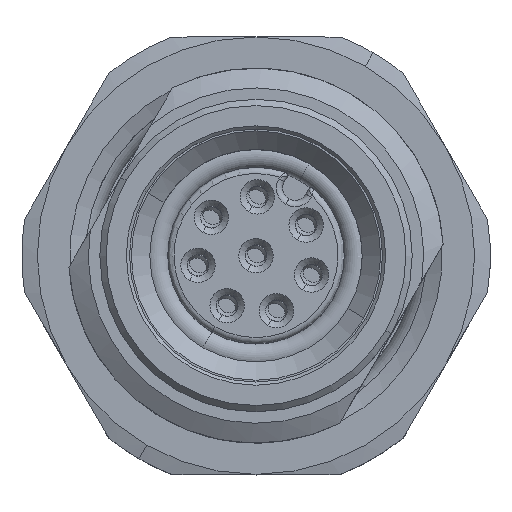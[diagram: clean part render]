
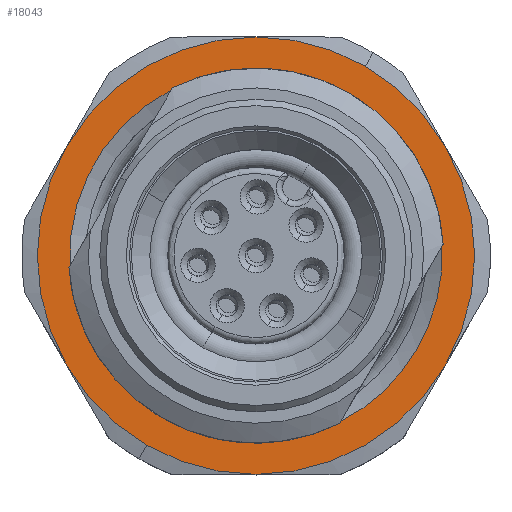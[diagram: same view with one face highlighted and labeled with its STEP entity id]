
A CAD part, top view. The second image highlights one B-rep face of the part: STEP entity #18043.
In plain terms, the highlighted planar face has unit normal (0, 0, 1).
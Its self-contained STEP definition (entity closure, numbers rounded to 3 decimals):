
#17904=AXIS2_PLACEMENT_3D('Circle Axis2P3D',#17902,#17903,$) ;
#17917=AXIS2_PLACEMENT_3D('Plane Axis2P3D',#17914,#17915,#17916) ;
#17921=AXIS2_PLACEMENT_3D('Circle Axis2P3D',#17919,#17920,$) ;
#17930=AXIS2_PLACEMENT_3D('Circle Axis2P3D',#17928,#17929,$) ;
#17937=AXIS2_PLACEMENT_3D('Circle Axis2P3D',#17935,#17936,$) ;
#17944=AXIS2_PLACEMENT_3D('Circle Axis2P3D',#17942,#17943,$) ;
#17951=AXIS2_PLACEMENT_3D('Circle Axis2P3D',#17949,#17950,$) ;
#17958=AXIS2_PLACEMENT_3D('Circle Axis2P3D',#17956,#17957,$) ;
#17965=AXIS2_PLACEMENT_3D('Circle Axis2P3D',#17963,#17964,$) ;
#17972=AXIS2_PLACEMENT_3D('Circle Axis2P3D',#17970,#17971,$) ;
#17239=CARTESIAN_POINT('Vertex',(1.549,6.693,20.)) ;
#17242=CARTESIAN_POINT('Line Origine',(1.53,6.66,20.)) ;
#17246=CARTESIAN_POINT('Vertex',(1.512,6.628,20.)) ;
#17278=CARTESIAN_POINT('Vertex',(4.828,12.372,20.)) ;
#17281=CARTESIAN_POINT('Line Origine',(4.809,12.34,20.)) ;
#17285=CARTESIAN_POINT('Vertex',(4.79,12.307,20.)) ;
#17474=CARTESIAN_POINT('Vertex',(13.451,7.307,20.)) ;
#17477=CARTESIAN_POINT('Line Origine',(13.47,7.34,20.)) ;
#17481=CARTESIAN_POINT('Vertex',(13.488,7.372,20.)) ;
#17503=CARTESIAN_POINT('Vertex',(10.172,1.628,20.)) ;
#17506=CARTESIAN_POINT('Line Origine',(10.191,1.66,20.)) ;
#17510=CARTESIAN_POINT('Vertex',(10.21,1.693,20.)) ;
#17902=CARTESIAN_POINT('Axis2P3D Location',(7.5,7.,20.)) ;
#17914=CARTESIAN_POINT('Axis2P3D Location',(7.5,7.,20.)) ;
#17919=CARTESIAN_POINT('Axis2P3D Location',(7.5,7.,20.)) ;
#17923=CARTESIAN_POINT('Vertex',(7.5,0.,20.)) ;
#17925=CARTESIAN_POINT('Vertex',(13.562,3.5,20.)) ;
#17928=CARTESIAN_POINT('Axis2P3D Location',(7.5,7.,20.)) ;
#17932=CARTESIAN_POINT('Vertex',(13.562,10.5,20.)) ;
#17935=CARTESIAN_POINT('Axis2P3D Location',(7.5,7.,20.)) ;
#17939=CARTESIAN_POINT('Vertex',(11.,13.062,20.)) ;
#17942=CARTESIAN_POINT('Axis2P3D Location',(7.5,7.,20.)) ;
#17946=CARTESIAN_POINT('Vertex',(7.5,14.,20.)) ;
#17949=CARTESIAN_POINT('Axis2P3D Location',(7.5,7.,20.)) ;
#17953=CARTESIAN_POINT('Vertex',(1.438,10.5,20.)) ;
#17956=CARTESIAN_POINT('Axis2P3D Location',(7.5,7.,20.)) ;
#17960=CARTESIAN_POINT('Vertex',(1.438,3.5,20.)) ;
#17963=CARTESIAN_POINT('Axis2P3D Location',(7.5,7.,20.)) ;
#17967=CARTESIAN_POINT('Vertex',(4.,0.938,20.)) ;
#17970=CARTESIAN_POINT('Axis2P3D Location',(7.5,7.,20.)) ;
#17986=CARTESIAN_POINT('Control Point',(13.451,7.307,20.)) ;
#17987=CARTESIAN_POINT('Control Point',(13.481,6.71,20.)) ;
#17988=CARTESIAN_POINT('Control Point',(13.437,6.109,20.)) ;
#17989=CARTESIAN_POINT('Control Point',(13.318,5.516,20.)) ;
#17990=CARTESIAN_POINT('Control Point',(12.932,4.374,20.)) ;
#17991=CARTESIAN_POINT('Control Point',(12.277,3.363,20.)) ;
#17992=CARTESIAN_POINT('Control Point',(11.887,2.901,20.)) ;
#17993=CARTESIAN_POINT('Control Point',(11.314,2.374,20.)) ;
#17994=CARTESIAN_POINT('Control Point',(10.668,1.949,20.)) ;
#17995=CARTESIAN_POINT('Control Point',(10.518,1.858,20.)) ;
#17996=CARTESIAN_POINT('Control Point',(10.365,1.773,20.)) ;
#17997=CARTESIAN_POINT('Control Point',(10.21,1.693,20.)) ;
#18000=CARTESIAN_POINT('Control Point',(10.172,1.628,20.)) ;
#18001=CARTESIAN_POINT('Control Point',(9.635,1.361,20.)) ;
#18002=CARTESIAN_POINT('Control Point',(9.064,1.161,20.)) ;
#18003=CARTESIAN_POINT('Control Point',(8.471,1.033,20.)) ;
#18004=CARTESIAN_POINT('Control Point',(7.266,0.93,20.)) ;
#18005=CARTESIAN_POINT('Control Point',(6.073,1.126,20.)) ;
#18006=CARTESIAN_POINT('Control Point',(5.492,1.298,20.)) ;
#18007=CARTESIAN_POINT('Control Point',(4.385,1.785,20.)) ;
#18008=CARTESIAN_POINT('Control Point',(3.431,2.529,20.)) ;
#18009=CARTESIAN_POINT('Control Point',(3.004,2.959,20.)) ;
#18010=CARTESIAN_POINT('Control Point',(2.288,3.888,20.)) ;
#18011=CARTESIAN_POINT('Control Point',(1.815,4.961,20.)) ;
#18012=CARTESIAN_POINT('Control Point',(1.648,5.505,20.)) ;
#18013=CARTESIAN_POINT('Control Point',(1.547,6.065,20.)) ;
#18014=CARTESIAN_POINT('Control Point',(1.512,6.628,20.)) ;
#18017=CARTESIAN_POINT('Control Point',(4.828,12.372,20.)) ;
#18018=CARTESIAN_POINT('Control Point',(5.365,12.639,20.)) ;
#18019=CARTESIAN_POINT('Control Point',(5.936,12.839,20.)) ;
#18020=CARTESIAN_POINT('Control Point',(6.529,12.967,20.)) ;
#18021=CARTESIAN_POINT('Control Point',(7.734,13.07,20.)) ;
#18022=CARTESIAN_POINT('Control Point',(8.927,12.874,20.)) ;
#18023=CARTESIAN_POINT('Control Point',(9.508,12.702,20.)) ;
#18024=CARTESIAN_POINT('Control Point',(10.615,12.215,20.)) ;
#18025=CARTESIAN_POINT('Control Point',(11.569,11.471,20.)) ;
#18026=CARTESIAN_POINT('Control Point',(11.996,11.041,20.)) ;
#18027=CARTESIAN_POINT('Control Point',(12.712,10.112,20.)) ;
#18028=CARTESIAN_POINT('Control Point',(13.185,9.039,20.)) ;
#18029=CARTESIAN_POINT('Control Point',(13.352,8.495,20.)) ;
#18030=CARTESIAN_POINT('Control Point',(13.453,7.935,20.)) ;
#18031=CARTESIAN_POINT('Control Point',(13.488,7.372,20.)) ;
#17243=DIRECTION('Vector Direction',(-0.5,-0.866,0.)) ;
#17282=DIRECTION('Vector Direction',(-0.5,-0.866,0.)) ;
#17478=DIRECTION('Vector Direction',(0.5,0.866,0.)) ;
#17507=DIRECTION('Vector Direction',(0.5,0.866,0.)) ;
#17903=DIRECTION('Axis2P3D Direction',(0.,0.,1.)) ;
#17915=DIRECTION('Axis2P3D Direction',(0.,0.,1.)) ;
#17916=DIRECTION('Axis2P3D XDirection',(0.5,0.866,0.)) ;
#17920=DIRECTION('Axis2P3D Direction',(0.,0.,1.)) ;
#17929=DIRECTION('Axis2P3D Direction',(0.,0.,1.)) ;
#17936=DIRECTION('Axis2P3D Direction',(0.,0.,1.)) ;
#17943=DIRECTION('Axis2P3D Direction',(0.,0.,1.)) ;
#17950=DIRECTION('Axis2P3D Direction',(0.,0.,1.)) ;
#17957=DIRECTION('Axis2P3D Direction',(0.,0.,1.)) ;
#17964=DIRECTION('Axis2P3D Direction',(0.,0.,1.)) ;
#17971=DIRECTION('Axis2P3D Direction',(0.,0.,1.)) ;
#17244=VECTOR('Line Direction',#17243,1.) ;
#17283=VECTOR('Line Direction',#17282,1.) ;
#17479=VECTOR('Line Direction',#17478,1.) ;
#17508=VECTOR('Line Direction',#17507,1.) ;
#17976=ORIENTED_EDGE('',*,*,#17927,.T.) ;
#17977=ORIENTED_EDGE('',*,*,#17934,.T.) ;
#17978=ORIENTED_EDGE('',*,*,#17941,.T.) ;
#17979=ORIENTED_EDGE('',*,*,#17948,.T.) ;
#17980=ORIENTED_EDGE('',*,*,#17955,.T.) ;
#17981=ORIENTED_EDGE('',*,*,#17962,.T.) ;
#17982=ORIENTED_EDGE('',*,*,#17969,.T.) ;
#17983=ORIENTED_EDGE('',*,*,#17974,.T.) ;
#18034=ORIENTED_EDGE('',*,*,#17483,.F.) ;
#18035=ORIENTED_EDGE('',*,*,#17998,.T.) ;
#18036=ORIENTED_EDGE('',*,*,#17512,.F.) ;
#18037=ORIENTED_EDGE('',*,*,#18015,.T.) ;
#18038=ORIENTED_EDGE('',*,*,#17248,.F.) ;
#18039=ORIENTED_EDGE('',*,*,#17906,.T.) ;
#18040=ORIENTED_EDGE('',*,*,#17287,.F.) ;
#18041=ORIENTED_EDGE('',*,*,#18032,.T.) ;
#18042=FACE_BOUND('',#18033,.T.) ;
#18043=ADVANCED_FACE('Hauptkoerper',(#17984,#18042),#17918,.T.) ;
#17985=B_SPLINE_CURVE_WITH_KNOTS('',5,(#17986,#17987,#17988,#17989,#17990,#17991,#17992,#17993,#17994,#17995,#17996,#17997),.UNSPECIFIED.,.F.,.U.,(6,3,3,6),(0.,4.228,8.456,9.692),.UNSPECIFIED.) ;
#17999=B_SPLINE_CURVE_WITH_KNOTS('',5,(#18000,#18001,#18002,#18003,#18004,#18005,#18006,#18007,#18008,#18009,#18010,#18011,#18012,#18013,#18014),.UNSPECIFIED.,.F.,.U.,(6,3,3,3,6),(0.,4.243,8.485,12.728,16.718),.UNSPECIFIED.) ;
#18016=B_SPLINE_CURVE_WITH_KNOTS('',5,(#18017,#18018,#18019,#18020,#18021,#18022,#18023,#18024,#18025,#18026,#18027,#18028,#18029,#18030,#18031),.UNSPECIFIED.,.F.,.U.,(6,3,3,3,6),(0.,4.243,8.485,12.728,16.718),.UNSPECIFIED.) ;
#17905=CIRCLE('generated circle',#17904,5.959) ;
#17922=CIRCLE('generated circle',#17921,7.) ;
#17931=CIRCLE('generated circle',#17930,7.) ;
#17938=CIRCLE('generated circle',#17937,7.) ;
#17945=CIRCLE('generated circle',#17944,7.) ;
#17952=CIRCLE('generated circle',#17951,7.) ;
#17959=CIRCLE('generated circle',#17958,7.) ;
#17966=CIRCLE('generated circle',#17965,7.) ;
#17973=CIRCLE('generated circle',#17972,7.) ;
#17248=EDGE_CURVE('',#17240,#17247,#17245,.T.) ;
#17287=EDGE_CURVE('',#17279,#17286,#17284,.T.) ;
#17483=EDGE_CURVE('',#17475,#17482,#17480,.T.) ;
#17512=EDGE_CURVE('',#17504,#17511,#17509,.T.) ;
#17906=EDGE_CURVE('',#17240,#17286,#17905,.F.) ;
#17927=EDGE_CURVE('',#17924,#17926,#17922,.T.) ;
#17934=EDGE_CURVE('',#17926,#17933,#17931,.T.) ;
#17941=EDGE_CURVE('',#17933,#17940,#17938,.T.) ;
#17948=EDGE_CURVE('',#17940,#17947,#17945,.T.) ;
#17955=EDGE_CURVE('',#17947,#17954,#17952,.T.) ;
#17962=EDGE_CURVE('',#17954,#17961,#17959,.T.) ;
#17969=EDGE_CURVE('',#17961,#17968,#17966,.T.) ;
#17974=EDGE_CURVE('',#17968,#17924,#17973,.T.) ;
#17998=EDGE_CURVE('',#17475,#17511,#17985,.T.) ;
#18015=EDGE_CURVE('',#17504,#17247,#17999,.T.) ;
#18032=EDGE_CURVE('',#17279,#17482,#18016,.T.) ;
#17975=EDGE_LOOP('',(#17976,#17977,#17978,#17979,#17980,#17981,#17982,#17983)) ;
#18033=EDGE_LOOP('',(#18034,#18035,#18036,#18037,#18038,#18039,#18040,#18041)) ;
#17984=FACE_OUTER_BOUND('',#17975,.T.) ;
#17245=LINE('Line',#17242,#17244) ;
#17284=LINE('Line',#17281,#17283) ;
#17480=LINE('Line',#17477,#17479) ;
#17509=LINE('Line',#17506,#17508) ;
#17918=PLANE('',#17917) ;
#17240=VERTEX_POINT('',#17239) ;
#17247=VERTEX_POINT('',#17246) ;
#17279=VERTEX_POINT('',#17278) ;
#17286=VERTEX_POINT('',#17285) ;
#17475=VERTEX_POINT('',#17474) ;
#17482=VERTEX_POINT('',#17481) ;
#17504=VERTEX_POINT('',#17503) ;
#17511=VERTEX_POINT('',#17510) ;
#17924=VERTEX_POINT('',#17923) ;
#17926=VERTEX_POINT('',#17925) ;
#17933=VERTEX_POINT('',#17932) ;
#17940=VERTEX_POINT('',#17939) ;
#17947=VERTEX_POINT('',#17946) ;
#17954=VERTEX_POINT('',#17953) ;
#17961=VERTEX_POINT('',#17960) ;
#17968=VERTEX_POINT('',#17967) ;
